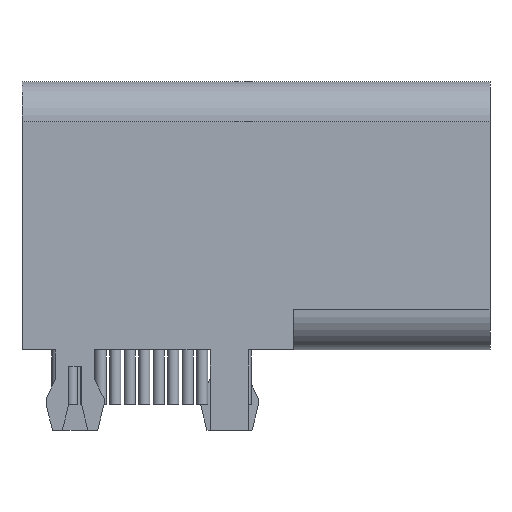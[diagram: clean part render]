
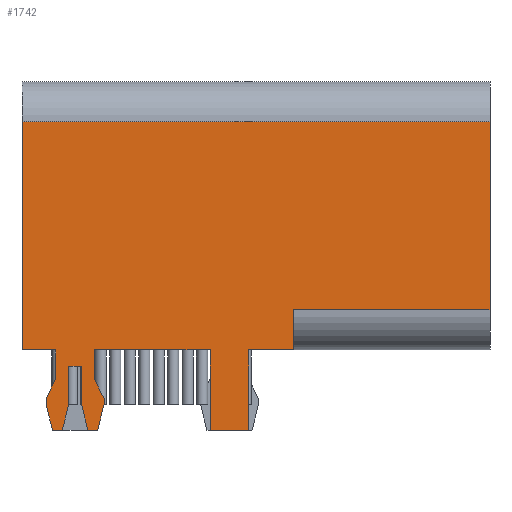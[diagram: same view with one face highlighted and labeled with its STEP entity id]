
A CAD part, left-side view. The second image highlights one B-rep face of the part: STEP entity #1742.
In plain terms, the highlighted planar face has unit normal (-1, 0, 0).
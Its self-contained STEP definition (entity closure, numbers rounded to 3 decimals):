
#100=PLANE('',#1904);
#196=FACE_OUTER_BOUND('',#309,.T.);
#309=EDGE_LOOP('',(#1569,#1570,#1571,#1572,#1573,#1574,#1575,#1576,#1577,
#1578,#1579,#1580,#1581,#1582,#1583,#1584,#1585,#1586,#1587,#1588,#1589,
#1590,#1591,#1592,#1593,#1594));
#350=LINE('',#2545,#538);
#354=LINE('',#2553,#542);
#358=LINE('',#2561,#546);
#377=LINE('',#2599,#565);
#380=LINE('',#2604,#568);
#382=LINE('',#2608,#570);
#384=LINE('',#2612,#572);
#386=LINE('',#2616,#574);
#388=LINE('',#2620,#576);
#390=LINE('',#2624,#578);
#392=LINE('',#2628,#580);
#393=LINE('',#2631,#581);
#395=LINE('',#2634,#583);
#396=LINE('',#2637,#584);
#398=LINE('',#2641,#586);
#400=LINE('',#2645,#588);
#402=LINE('',#2649,#590);
#404=LINE('',#2652,#592);
#409=LINE('',#2662,#597);
#411=LINE('',#2666,#599);
#412=LINE('',#2668,#600);
#469=LINE('',#2796,#657);
#487=LINE('',#2854,#675);
#488=LINE('',#2858,#676);
#498=LINE('',#2887,#686);
#499=LINE('',#2888,#687);
#538=VECTOR('',#2070,10.);
#542=VECTOR('',#2074,10.);
#546=VECTOR('',#2078,10.);
#565=VECTOR('',#2101,10.);
#568=VECTOR('',#2106,10.);
#570=VECTOR('',#2110,10.);
#572=VECTOR('',#2114,10.);
#574=VECTOR('',#2118,10.);
#576=VECTOR('',#2122,10.);
#578=VECTOR('',#2126,10.);
#580=VECTOR('',#2130,10.);
#581=VECTOR('',#2133,10.);
#583=VECTOR('',#2137,10.);
#584=VECTOR('',#2140,10.);
#586=VECTOR('',#2144,10.);
#588=VECTOR('',#2148,10.);
#590=VECTOR('',#2152,10.);
#592=VECTOR('',#2156,10.);
#597=VECTOR('',#2165,10.);
#599=VECTOR('',#2169,10.);
#600=VECTOR('',#2172,10.);
#657=VECTOR('',#2285,10.);
#675=VECTOR('',#2345,10.);
#676=VECTOR('',#2350,10.);
#686=VECTOR('',#2384,10.);
#687=VECTOR('',#2385,10.);
#788=VERTEX_POINT('',#2542);
#789=VERTEX_POINT('',#2544);
#792=VERTEX_POINT('',#2550);
#793=VERTEX_POINT('',#2552);
#796=VERTEX_POINT('',#2558);
#797=VERTEX_POINT('',#2560);
#813=VERTEX_POINT('',#2596);
#814=VERTEX_POINT('',#2598);
#815=VERTEX_POINT('',#2602);
#816=VERTEX_POINT('',#2606);
#817=VERTEX_POINT('',#2610);
#818=VERTEX_POINT('',#2614);
#819=VERTEX_POINT('',#2618);
#820=VERTEX_POINT('',#2622);
#821=VERTEX_POINT('',#2626);
#822=VERTEX_POINT('',#2630);
#823=VERTEX_POINT('',#2636);
#824=VERTEX_POINT('',#2640);
#825=VERTEX_POINT('',#2644);
#826=VERTEX_POINT('',#2648);
#829=VERTEX_POINT('',#2660);
#830=VERTEX_POINT('',#2664);
#873=VERTEX_POINT('',#2795);
#892=VERTEX_POINT('',#2852);
#893=VERTEX_POINT('',#2856);
#900=VERTEX_POINT('',#2886);
#966=EDGE_CURVE('',#788,#789,#350,.T.);
#970=EDGE_CURVE('',#792,#793,#354,.T.);
#974=EDGE_CURVE('',#796,#797,#358,.T.);
#993=EDGE_CURVE('',#814,#813,#377,.T.);
#996=EDGE_CURVE('',#813,#815,#380,.T.);
#998=EDGE_CURVE('',#815,#816,#382,.T.);
#1000=EDGE_CURVE('',#816,#817,#384,.T.);
#1002=EDGE_CURVE('',#817,#818,#386,.T.);
#1004=EDGE_CURVE('',#818,#819,#388,.T.);
#1006=EDGE_CURVE('',#819,#820,#390,.T.);
#1008=EDGE_CURVE('',#820,#821,#392,.T.);
#1009=EDGE_CURVE('',#822,#814,#393,.T.);
#1011=EDGE_CURVE('',#796,#822,#395,.T.);
#1012=EDGE_CURVE('',#823,#793,#396,.T.);
#1014=EDGE_CURVE('',#824,#823,#398,.T.);
#1016=EDGE_CURVE('',#825,#824,#400,.T.);
#1018=EDGE_CURVE('',#826,#825,#402,.T.);
#1020=EDGE_CURVE('',#821,#826,#404,.T.);
#1025=EDGE_CURVE('',#792,#829,#409,.T.);
#1027=EDGE_CURVE('',#829,#830,#411,.T.);
#1028=EDGE_CURVE('',#830,#789,#412,.T.);
#1091=EDGE_CURVE('',#797,#873,#469,.T.);
#1120=EDGE_CURVE('',#892,#788,#487,.T.);
#1122=EDGE_CURVE('',#892,#893,#488,.T.);
#1136=EDGE_CURVE('',#900,#893,#498,.T.);
#1137=EDGE_CURVE('',#900,#873,#499,.T.);
#1569=ORIENTED_EDGE('',*,*,#966,.F.);
#1570=ORIENTED_EDGE('',*,*,#1120,.F.);
#1571=ORIENTED_EDGE('',*,*,#1122,.T.);
#1572=ORIENTED_EDGE('',*,*,#1136,.F.);
#1573=ORIENTED_EDGE('',*,*,#1137,.T.);
#1574=ORIENTED_EDGE('',*,*,#1091,.F.);
#1575=ORIENTED_EDGE('',*,*,#974,.F.);
#1576=ORIENTED_EDGE('',*,*,#1011,.T.);
#1577=ORIENTED_EDGE('',*,*,#1009,.T.);
#1578=ORIENTED_EDGE('',*,*,#993,.T.);
#1579=ORIENTED_EDGE('',*,*,#996,.T.);
#1580=ORIENTED_EDGE('',*,*,#998,.T.);
#1581=ORIENTED_EDGE('',*,*,#1000,.T.);
#1582=ORIENTED_EDGE('',*,*,#1002,.T.);
#1583=ORIENTED_EDGE('',*,*,#1004,.T.);
#1584=ORIENTED_EDGE('',*,*,#1006,.T.);
#1585=ORIENTED_EDGE('',*,*,#1008,.T.);
#1586=ORIENTED_EDGE('',*,*,#1020,.T.);
#1587=ORIENTED_EDGE('',*,*,#1018,.T.);
#1588=ORIENTED_EDGE('',*,*,#1016,.T.);
#1589=ORIENTED_EDGE('',*,*,#1014,.T.);
#1590=ORIENTED_EDGE('',*,*,#1012,.T.);
#1591=ORIENTED_EDGE('',*,*,#970,.F.);
#1592=ORIENTED_EDGE('',*,*,#1025,.T.);
#1593=ORIENTED_EDGE('',*,*,#1027,.T.);
#1594=ORIENTED_EDGE('',*,*,#1028,.T.);
#1742=ADVANCED_FACE('',(#196),#100,.T.);
#1904=AXIS2_PLACEMENT_3D('',#2885,#2382,#2383);
#2070=DIRECTION('',(0.,1.,0.));
#2074=DIRECTION('',(0.,1.,0.));
#2078=DIRECTION('',(0.,1.,0.));
#2101=DIRECTION('',(0.,0.,-1.));
#2106=DIRECTION('',(0.,-0.243,-0.97));
#2110=DIRECTION('',(0.,-1.,0.));
#2114=DIRECTION('',(0.,-0.243,0.97));
#2118=DIRECTION('',(0.,0.,1.));
#2122=DIRECTION('',(0.,-1.,0.));
#2126=DIRECTION('',(0.,0.,-1.));
#2130=DIRECTION('',(0.,-0.243,-0.97));
#2133=DIRECTION('',(0.,0.447,-0.894));
#2137=DIRECTION('',(0.,0.,-1.));
#2140=DIRECTION('',(0.,0.,1.));
#2144=DIRECTION('',(0.,0.447,0.894));
#2148=DIRECTION('',(0.,0.,1.));
#2152=DIRECTION('',(0.,-0.243,0.97));
#2156=DIRECTION('',(0.,-1.,0.));
#2165=DIRECTION('',(0.,0.,-1.));
#2169=DIRECTION('',(0.,-1.,0.));
#2172=DIRECTION('',(0.,0.,1.));
#2285=DIRECTION('',(0.,0.,1.));
#2345=DIRECTION('',(0.,0.,-1.));
#2350=DIRECTION('',(0.,-1.,0.));
#2382=DIRECTION('center_axis',(-1.,0.,0.));
#2383=DIRECTION('ref_axis',(0.,0.,-1.));
#2384=DIRECTION('',(0.,0.,-1.));
#2385=DIRECTION('',(0.,1.,0.));
#2542=CARTESIAN_POINT('',(-1.58,-2.,0.));
#2544=CARTESIAN_POINT('',(-1.58,-0.6,0.));
#2545=CARTESIAN_POINT('',(-1.58,0.,0.));
#2550=CARTESIAN_POINT('',(-1.58,0.6,0.));
#2552=CARTESIAN_POINT('',(-1.58,4.2,0.));
#2553=CARTESIAN_POINT('',(-1.58,0.,0.));
#2558=CARTESIAN_POINT('',(-1.58,5.4,0.));
#2560=CARTESIAN_POINT('',(-1.58,6.45,0.));
#2561=CARTESIAN_POINT('',(-1.58,0.,0.));
#2596=CARTESIAN_POINT('',(-1.58,5.7,-1.7));
#2598=CARTESIAN_POINT('',(-1.58,5.7,-1.5));
#2599=CARTESIAN_POINT('',(-1.58,5.7,0.));
#2602=CARTESIAN_POINT('',(-1.58,5.5,-2.5));
#2604=CARTESIAN_POINT('',(-1.58,5.7,-1.7));
#2606=CARTESIAN_POINT('',(-1.58,5.2,-2.5));
#2608=CARTESIAN_POINT('',(-1.58,5.4,-2.5));
#2610=CARTESIAN_POINT('',(-1.58,5.,-1.7));
#2612=CARTESIAN_POINT('',(-1.58,5.,-1.7));
#2614=CARTESIAN_POINT('',(-1.58,5.,-0.5));
#2616=CARTESIAN_POINT('',(-1.58,5.,-0.5));
#2618=CARTESIAN_POINT('',(-1.58,4.6,-0.5));
#2620=CARTESIAN_POINT('',(-1.58,4.6,-0.5));
#2622=CARTESIAN_POINT('',(-1.58,4.6,-1.7));
#2624=CARTESIAN_POINT('',(-1.58,4.6,-1.7));
#2626=CARTESIAN_POINT('',(-1.58,4.4,-2.5));
#2628=CARTESIAN_POINT('',(-1.58,4.4,-2.5));
#2630=CARTESIAN_POINT('',(-1.58,5.4,-0.9));
#2631=CARTESIAN_POINT('',(-1.58,5.4,-0.9));
#2634=CARTESIAN_POINT('',(-1.58,5.4,0.));
#2636=CARTESIAN_POINT('',(-1.58,4.2,-0.9));
#2637=CARTESIAN_POINT('',(-1.58,4.2,-2.5));
#2640=CARTESIAN_POINT('',(-1.58,3.9,-1.5));
#2641=CARTESIAN_POINT('',(-1.58,3.9,-1.5));
#2644=CARTESIAN_POINT('',(-1.58,3.9,-1.7));
#2645=CARTESIAN_POINT('',(-1.58,3.9,-2.5));
#2648=CARTESIAN_POINT('',(-1.58,4.1,-2.5));
#2649=CARTESIAN_POINT('',(-1.58,4.1,-2.5));
#2652=CARTESIAN_POINT('',(-1.58,5.7,-2.5));
#2660=CARTESIAN_POINT('',(-1.58,0.6,-2.5));
#2662=CARTESIAN_POINT('',(-1.58,0.6,0.));
#2664=CARTESIAN_POINT('',(-1.58,-0.6,-2.5));
#2666=CARTESIAN_POINT('',(-1.58,0.6,-2.5));
#2668=CARTESIAN_POINT('',(-1.58,-0.6,-2.5));
#2795=CARTESIAN_POINT('',(-1.58,6.45,7.09));
#2796=CARTESIAN_POINT('',(-1.58,6.45,1.25));
#2852=CARTESIAN_POINT('',(-1.58,-2.,1.25));
#2854=CARTESIAN_POINT('',(-1.58,-2.,1.25));
#2856=CARTESIAN_POINT('',(-1.58,-8.1,1.25));
#2858=CARTESIAN_POINT('',(-1.58,0.,1.25));
#2885=CARTESIAN_POINT('Origin',(-1.58,0.,7.09));
#2886=CARTESIAN_POINT('',(-1.58,-8.1,7.09));
#2887=CARTESIAN_POINT('',(-1.58,-8.1,7.09));
#2888=CARTESIAN_POINT('',(-1.58,0.,7.09));
